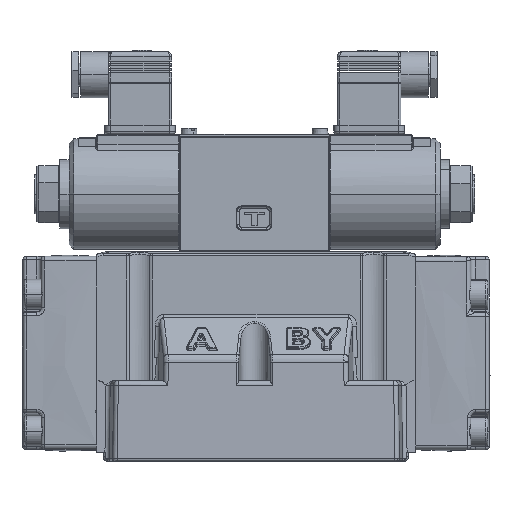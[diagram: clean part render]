
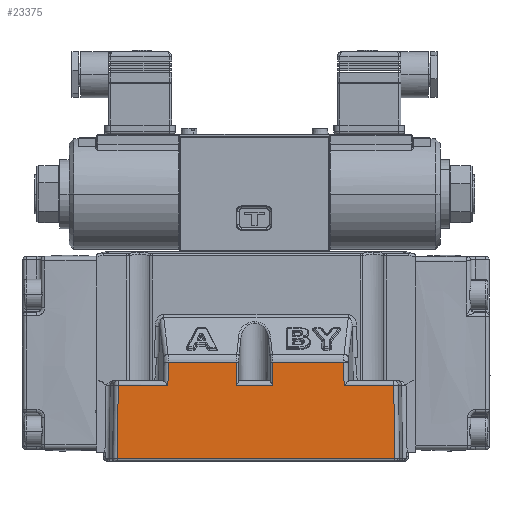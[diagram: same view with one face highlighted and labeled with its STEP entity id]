
A CAD part, top view. The second image highlights one B-rep face of the part: STEP entity #23375.
In plain terms, the highlighted planar face has unit normal (0, 0.018, 1).
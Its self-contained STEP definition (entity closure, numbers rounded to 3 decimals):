
#21510 = CARTESIAN_POINT ( 'NONE',  ( -4.721, -40.001, 99.145 ) ) ;
#21591 = CARTESIAN_POINT ( 'NONE',  ( -125.5, -40.001, 99.145 ) ) ;
#21639 = DIRECTION ( 'NONE',  ( 1., 0., 0. ) ) ;
#21640 = VECTOR ( 'NONE', #21639, 1000. ) ;
#21641 = CARTESIAN_POINT ( 'NONE',  ( -4.705, -40.001, 99.145 ) ) ;
#21642 = LINE ( 'NONE', #21641, #21640 ) ;
#22742 = VERTEX_POINT ( 'NONE', #49003 ) ;
#23279 = VERTEX_POINT ( 'NONE', #51005 ) ;
#23281 = EDGE_CURVE ( 'NONE', #22742, #23279, #51004, .T. ) ;
#23304 = ORIENTED_EDGE ( 'NONE', *, *, #23379, .T. ) ;
#23305 = ORIENTED_EDGE ( 'NONE', *, *, #57809, .T. ) ;
#23309 = EDGE_CURVE ( 'NONE', #31124, #22742, #51146, .T. ) ;
#23355 = ORIENTED_EDGE ( 'NONE', *, *, #23281, .T. ) ;
#23362 = ORIENTED_EDGE ( 'NONE', *, *, #23309, .T. ) ;
#23368 = ORIENTED_EDGE ( 'NONE', *, *, #23369, .T. ) ;
#23369 = EDGE_CURVE ( 'NONE', #57756, #80255, #51341, .T. ) ;
#23370 = EDGE_LOOP ( 'NONE', ( #23304, #23305, #23368, #23383, #23362, #23355, #23759, #23760, #23737, #23738, #23743, #23744 ) ) ;
#23375 = ADVANCED_FACE ( 'NONE', ( #51432 ), #51405, .T. ) ;
#23379 = EDGE_CURVE ( 'NONE', #23865, #57807, #51459, .T. ) ;
#23383 = ORIENTED_EDGE ( 'NONE', *, *, #31108, .T. ) ;
#23737 = ORIENTED_EDGE ( 'NONE', *, *, #25117, .T. ) ;
#23738 = ORIENTED_EDGE ( 'NONE', *, *, #24438, .T. ) ;
#23743 = ORIENTED_EDGE ( 'NONE', *, *, #24580, .T. ) ;
#23744 = ORIENTED_EDGE ( 'NONE', *, *, #23871, .T. ) ;
#23759 = ORIENTED_EDGE ( 'NONE', *, *, #25332, .T. ) ;
#23760 = ORIENTED_EDGE ( 'NONE', *, *, #25369, .T. ) ;
#23849 = VERTEX_POINT ( 'NONE', #54259 ) ;
#23865 = VERTEX_POINT ( 'NONE', #54229 ) ;
#23871 = EDGE_CURVE ( 'NONE', #23849, #23865, #54479, .T. ) ;
#24438 = EDGE_CURVE ( 'NONE', #24440, #24602, #61330, .T. ) ;
#24440 = VERTEX_POINT ( 'NONE', #61366 ) ;
#24580 = EDGE_CURVE ( 'NONE', #24602, #23849, #51489, .T. ) ;
#24602 = VERTEX_POINT ( 'NONE', #51601 ) ;
#24875 = VERTEX_POINT ( 'NONE', #52895 ) ;
#25117 = EDGE_CURVE ( 'NONE', #24875, #24440, #53765, .T. ) ;
#25242 = VERTEX_POINT ( 'NONE', #54372 ) ;
#25332 = EDGE_CURVE ( 'NONE', #23279, #25242, #55193, .T. ) ;
#25369 = EDGE_CURVE ( 'NONE', #25242, #24875, #55289, .T. ) ;
#31108 = EDGE_CURVE ( 'NONE', #80255, #31124, #77496, .T. ) ;
#31124 = VERTEX_POINT ( 'NONE', #77577 ) ;
#34330 = CARTESIAN_POINT ( 'NONE',  ( -5.228, -7.983, 98.587 ) ) ;
#49003 = CARTESIAN_POINT ( 'NONE',  ( -26.965, 2.027, 98.412 ) ) ;
#51004 = LINE ( 'NONE', #51018, #51017 ) ;
#51005 = CARTESIAN_POINT ( 'NONE',  ( -57.867, 2.027, 98.412 ) ) ;
#51016 = DIRECTION ( 'NONE',  ( -1., 0., 0. ) ) ;
#51017 = VECTOR ( 'NONE', #51016, 1000. ) ;
#51018 = CARTESIAN_POINT ( 'NONE',  ( -135.111, 2.027, 98.412 ) ) ;
#51143 = DIRECTION ( 'NONE',  ( -0.015, 1., -0.017 ) ) ;
#51144 = VECTOR ( 'NONE', #51143, 1000. ) ;
#51145 = CARTESIAN_POINT ( 'NONE',  ( -26.339, -39.373, 99.135 ) ) ;
#51146 = LINE ( 'NONE', #51145, #51144 ) ;
#51335 = DIRECTION ( 'NONE',  ( -0.016, 1., -0.017 ) ) ;
#51337 = VECTOR ( 'NONE', #51335, 1000. ) ;
#51339 = CARTESIAN_POINT ( 'NONE',  ( -4.738, -38.958, 99.127 ) ) ;
#51341 = LINE ( 'NONE', #51339, #51337 ) ;
#51400 = DIRECTION ( 'NONE',  ( 0., -1., 0.017 ) ) ;
#51401 = DIRECTION ( 'NONE',  ( 0., 0.017, 1. ) ) ;
#51402 = CARTESIAN_POINT ( 'NONE',  ( -135.111, -41.018, 99.163 ) ) ;
#51403 = AXIS2_PLACEMENT_3D ( 'NONE', #51402, #51401, #51400 ) ;
#51405 = PLANE ( 'NONE',  #51403 ) ;
#51432 = FACE_OUTER_BOUND ( 'NONE', #23370, .T. ) ;
#51455 = DIRECTION ( 'NONE',  ( -0.016, -1., 0.017 ) ) ;
#51456 = VECTOR ( 'NONE', #51455, 1000. ) ;
#51458 = CARTESIAN_POINT ( 'NONE',  ( -125.518, -41.17, 99.166 ) ) ;
#51459 = LINE ( 'NONE', #51458, #51456 ) ;
#51485 = DIRECTION ( 'NONE',  ( -0.015, -1., 0.017 ) ) ;
#51486 = VECTOR ( 'NONE', #51485, 1000. ) ;
#51487 = CARTESIAN_POINT ( 'NONE',  ( -103.914, -41.49, 99.171 ) ) ;
#51489 = LINE ( 'NONE', #51487, #51486 ) ;
#51601 = CARTESIAN_POINT ( 'NONE',  ( -103.256, 2.027, 98.412 ) ) ;
#52895 = CARTESIAN_POINT ( 'NONE',  ( -73.644, -7.983, 98.587 ) ) ;
#53762 = DIRECTION ( 'NONE',  ( 0.002, 1., -0.017 ) ) ;
#53763 = VECTOR ( 'NONE', #53762, 1000. ) ;
#53764 = CARTESIAN_POINT ( 'NONE',  ( -73.624, 2.028, 98.412 ) ) ;
#53765 = LINE ( 'NONE', #53764, #53763 ) ;
#54229 = CARTESIAN_POINT ( 'NONE',  ( -124.994, -7.983, 98.587 ) ) ;
#54259 = CARTESIAN_POINT ( 'NONE',  ( -103.408, -7.983, 98.587 ) ) ;
#54372 = CARTESIAN_POINT ( 'NONE',  ( -57.847, -7.983, 98.587 ) ) ;
#54476 = DIRECTION ( 'NONE',  ( -1., 0., 0. ) ) ;
#54477 = VECTOR ( 'NONE', #54476, 1000. ) ;
#54478 = CARTESIAN_POINT ( 'NONE',  ( -135.111, -7.983, 98.587 ) ) ;
#54479 = LINE ( 'NONE', #54478, #54477 ) ;
#55193 = LINE ( 'NONE', #55227, #55226 ) ;
#55225 = DIRECTION ( 'NONE',  ( 0.002, -1., 0.017 ) ) ;
#55226 = VECTOR ( 'NONE', #55225, 1000. ) ;
#55227 = CARTESIAN_POINT ( 'NONE',  ( -57.847, -7.982, 98.587 ) ) ;
#55286 = DIRECTION ( 'NONE',  ( -1., 0., 0. ) ) ;
#55287 = VECTOR ( 'NONE', #55286, 1000. ) ;
#55288 = CARTESIAN_POINT ( 'NONE',  ( -135.111, -7.983, 98.587 ) ) ;
#55289 = LINE ( 'NONE', #55288, #55287 ) ;
#57756 = VERTEX_POINT ( 'NONE', #21510 ) ;
#57807 = VERTEX_POINT ( 'NONE', #21591 ) ;
#57809 = EDGE_CURVE ( 'NONE', #57807, #57756, #21642, .T. ) ;
#61245 = DIRECTION ( 'NONE',  ( -1., 0., 0. ) ) ;
#61246 = VECTOR ( 'NONE', #61245, 1000. ) ;
#61247 = CARTESIAN_POINT ( 'NONE',  ( -135.111, 2.027, 98.412 ) ) ;
#61330 = LINE ( 'NONE', #61247, #61246 ) ;
#61366 = CARTESIAN_POINT ( 'NONE',  ( -73.624, 2.027, 98.412 ) ) ;
#77493 = DIRECTION ( 'NONE',  ( -1., 0., 0. ) ) ;
#77494 = VECTOR ( 'NONE', #77493, 1000. ) ;
#77495 = CARTESIAN_POINT ( 'NONE',  ( -135.111, -7.983, 98.587 ) ) ;
#77496 = LINE ( 'NONE', #77495, #77494 ) ;
#77577 = CARTESIAN_POINT ( 'NONE',  ( -26.814, -7.983, 98.587 ) ) ;
#80255 = VERTEX_POINT ( 'NONE', #34330 ) ;
